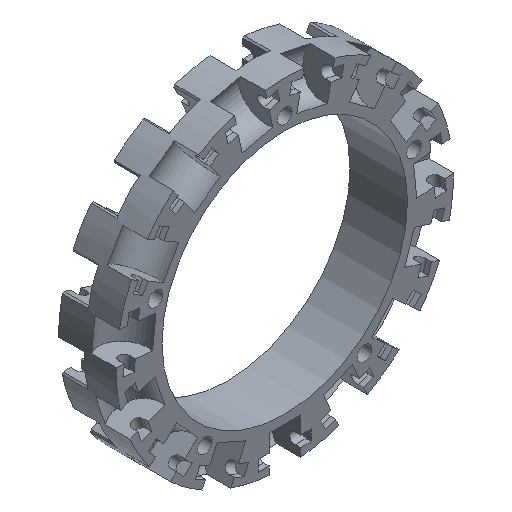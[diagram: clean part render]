
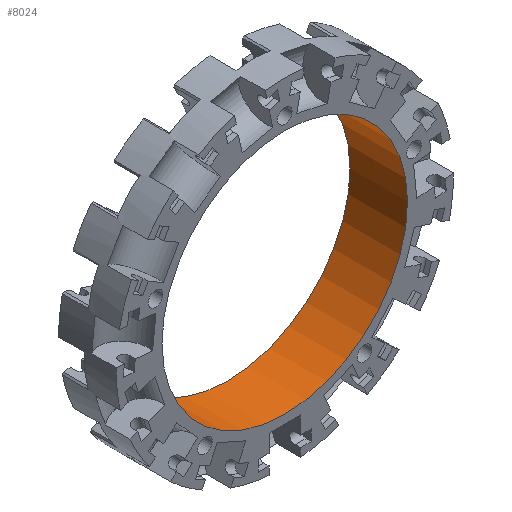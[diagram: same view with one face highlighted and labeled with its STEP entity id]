
A CAD part, isometric view. The second image highlights one B-rep face of the part: STEP entity #8024.
In plain terms, the highlighted cylindrical face has radius 23.5 mm (diameter 47 mm), a full revolution.
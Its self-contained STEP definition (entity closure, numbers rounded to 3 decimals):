
#227=CIRCLE('',#8518,23.5);
#259=CIRCLE('',#8672,23.5);
#361=CYLINDRICAL_SURFACE('',#8673,23.5);
#775=FACE_OUTER_BOUND('',#1186,.T.);
#1186=EDGE_LOOP('',(#7340,#7341,#7342,#7343));
#2144=LINE('',#13997,#2966);
#2966=VECTOR('',#10791,23.5);
#3645=VERTEX_POINT('',#13501);
#3770=VERTEX_POINT('',#13994);
#4714=EDGE_CURVE('',#3645,#3645,#227,.T.);
#4960=EDGE_CURVE('',#3770,#3770,#259,.T.);
#4961=EDGE_CURVE('',#3770,#3645,#2144,.T.);
#7340=ORIENTED_EDGE('',*,*,#4960,.T.);
#7341=ORIENTED_EDGE('',*,*,#4961,.T.);
#7342=ORIENTED_EDGE('',*,*,#4714,.F.);
#7343=ORIENTED_EDGE('',*,*,#4961,.F.);
#8024=ADVANCED_FACE('',(#775),#361,.F.);
#8518=AXIS2_PLACEMENT_3D('',#13502,#10265,#10266);
#8672=AXIS2_PLACEMENT_3D('',#13995,#10787,#10788);
#8673=AXIS2_PLACEMENT_3D('',#13996,#10789,#10790);
#10265=DIRECTION('center_axis',(0.,1.,0.));
#10266=DIRECTION('ref_axis',(1.,0.,0.));
#10787=DIRECTION('center_axis',(0.,1.,0.));
#10788=DIRECTION('ref_axis',(1.,0.,0.));
#10789=DIRECTION('center_axis',(0.,1.,0.));
#10790=DIRECTION('ref_axis',(0.,0.,1.));
#10791=DIRECTION('',(0.,-1.,0.));
#13501=CARTESIAN_POINT('',(0.,-1.75,-23.5));
#13502=CARTESIAN_POINT('Origin',(0.,-1.75,0.));
#13994=CARTESIAN_POINT('',(0.,9.25,-23.5));
#13995=CARTESIAN_POINT('Origin',(0.,9.25,0.));
#13996=CARTESIAN_POINT('Origin',(0.,3.75,0.));
#13997=CARTESIAN_POINT('',(0.,3.75,-23.5));
